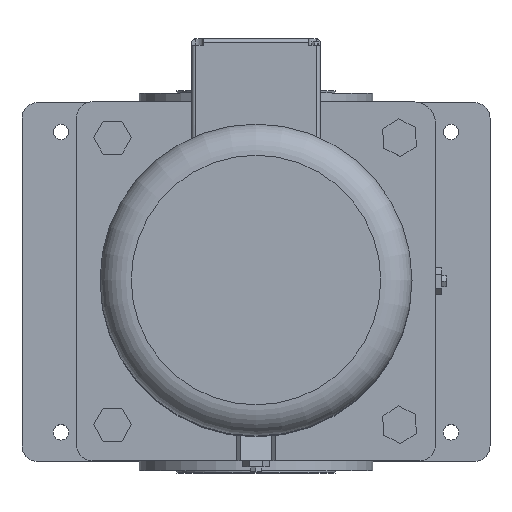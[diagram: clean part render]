
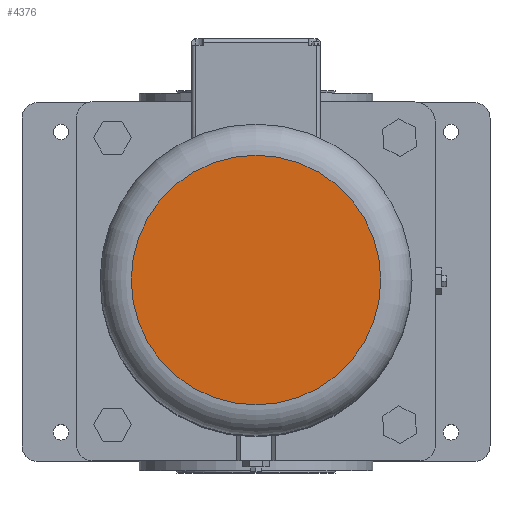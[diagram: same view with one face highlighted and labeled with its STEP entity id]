
A CAD part, top view. The second image highlights one B-rep face of the part: STEP entity #4376.
In plain terms, the highlighted planar face has unit normal (0, 0, 1).
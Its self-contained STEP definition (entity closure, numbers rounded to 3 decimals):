
#4376=ADVANCED_FACE('',(#8299),#8301,.T.);
#8299=FACE_BOUND('',#8300,.T.);
#8300=EDGE_LOOP('',(#11030));
#8301=PLANE('',#8302);
#8302=AXIS2_PLACEMENT_3D('',#8303,#8304,#8305);
#8303=CARTESIAN_POINT('',(0.,0.,1557.));
#8304=DIRECTION('',(0.,0.,1.));
#8305=DIRECTION('',(0.,1.,0.));
#11030=ORIENTED_EDGE('',*,*,#12468,.F.);
#12468=EDGE_CURVE('',#14792,#14792,#14793,.T.);
#14792=VERTEX_POINT('',#22674);
#14793=CIRCLE('',#22675,160.);
#22674=CARTESIAN_POINT('',(0.,160.,1557.));
#22675=AXIS2_PLACEMENT_3D('',#22676,#22677,#22678);
#22676=CARTESIAN_POINT('',(0.,0.,1557.));
#22677=DIRECTION('',(0.,0.,-1.));
#22678=DIRECTION('',(0.,1.,0.));
